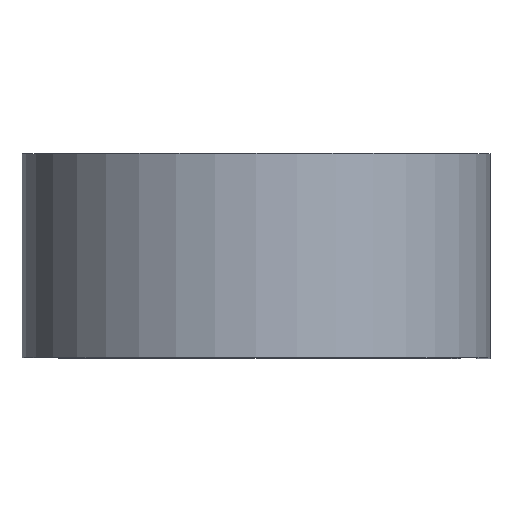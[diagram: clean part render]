
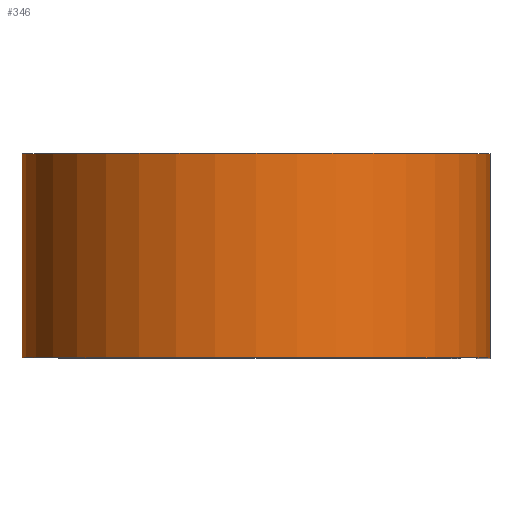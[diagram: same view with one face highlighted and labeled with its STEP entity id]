
A CAD part, top view. The second image highlights one B-rep face of the part: STEP entity #346.
In plain terms, the highlighted cylindrical face has radius 21.857 mm (diameter 43.713 mm), a partial arc.
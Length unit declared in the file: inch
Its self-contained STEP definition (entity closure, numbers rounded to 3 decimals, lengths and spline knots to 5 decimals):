
#10 = CYLINDRICAL_SURFACE ( 'NONE', #450, 0.8605 ) ;
#13 = DIRECTION ( 'NONE',  ( 0., -1., 0. ) ) ;
#15 = CARTESIAN_POINT ( 'NONE',  ( 0., 0.375, 0. ) ) ;
#17 = CARTESIAN_POINT ( 'NONE',  ( 0., -0.375, 0. ) ) ;
#25 = FACE_OUTER_BOUND ( 'NONE', #469, .T. ) ;
#28 = DIRECTION ( 'NONE',  ( 0., 1., 0. ) ) ;
#73 = CARTESIAN_POINT ( 'NONE',  ( 0., 0.375, 0. ) ) ;
#94 = VERTEX_POINT ( 'NONE', #506 ) ;
#110 = VERTEX_POINT ( 'NONE', #343 ) ;
#128 = AXIS2_PLACEMENT_3D ( 'NONE', #17, #698, #297 ) ;
#144 = VECTOR ( 'NONE', #344, 39.37008 ) ;
#146 = LINE ( 'NONE', #351, #144 ) ;
#159 = CIRCLE ( 'NONE', #128, 0.8605 ) ;
#255 = VERTEX_POINT ( 'NONE', #330 ) ;
#265 = LINE ( 'NONE', #324, #271 ) ;
#270 = EDGE_CURVE ( 'NONE', #110, #94, #265, .T. ) ;
#271 = VECTOR ( 'NONE', #326, 39.37008 ) ;
#297 = DIRECTION ( 'NONE',  ( 1., 0., 0. ) ) ;
#311 = CIRCLE ( 'NONE', #413, 0.8605 ) ;
#324 = CARTESIAN_POINT ( 'NONE',  ( 0., 0.375, -0.8605 ) ) ;
#326 = DIRECTION ( 'NONE',  ( 0., -1., 0. ) ) ;
#330 = CARTESIAN_POINT ( 'NONE',  ( 0.8605, -0.375, 0. ) ) ;
#343 = CARTESIAN_POINT ( 'NONE',  ( 0., 0.375, -0.8605 ) ) ;
#344 = DIRECTION ( 'NONE',  ( 0., -1., 0. ) ) ;
#346 = ADVANCED_FACE ( 'NONE', ( #25 ), #10, .T. ) ;
#351 = CARTESIAN_POINT ( 'NONE',  ( 0.8605, 0.375, 0. ) ) ;
#352 = DIRECTION ( 'NONE',  ( 1., 0., 0. ) ) ;
#375 = EDGE_CURVE ( 'NONE', #110, #682, #311, .T. ) ;
#407 = ORIENTED_EDGE ( 'NONE', *, *, #375, .F. ) ;
#412 = ORIENTED_EDGE ( 'NONE', *, *, #270, .T. ) ;
#413 = AXIS2_PLACEMENT_3D ( 'NONE', #73, #28, #352 ) ;
#450 = AXIS2_PLACEMENT_3D ( 'NONE', #15, #13, #582 ) ;
#469 = EDGE_LOOP ( 'NONE', ( #689, #653, #407, #412 ) ) ;
#480 = CARTESIAN_POINT ( 'NONE',  ( 0.8605, 0.375, 0. ) ) ;
#506 = CARTESIAN_POINT ( 'NONE',  ( 0., -0.375, -0.8605 ) ) ;
#582 = DIRECTION ( 'NONE',  ( 0., 0., -1. ) ) ;
#597 = EDGE_CURVE ( 'NONE', #682, #255, #146, .T. ) ;
#616 = EDGE_CURVE ( 'NONE', #94, #255, #159, .T. ) ;
#653 = ORIENTED_EDGE ( 'NONE', *, *, #597, .F. ) ;
#682 = VERTEX_POINT ( 'NONE', #480 ) ;
#689 = ORIENTED_EDGE ( 'NONE', *, *, #616, .T. ) ;
#698 = DIRECTION ( 'NONE',  ( 0., 1., 0. ) ) ;
